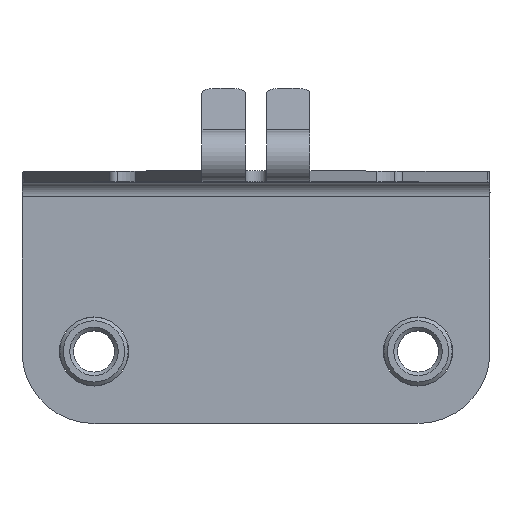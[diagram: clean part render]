
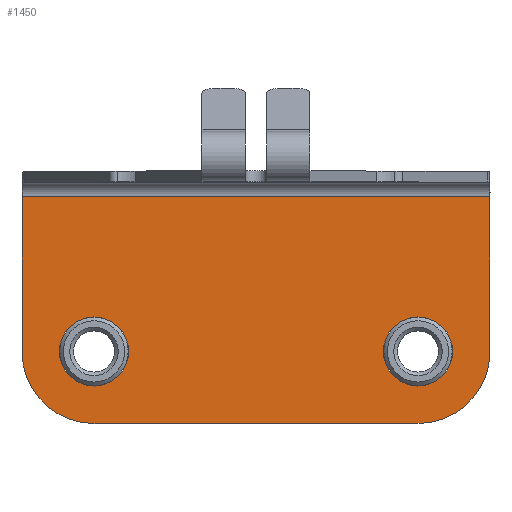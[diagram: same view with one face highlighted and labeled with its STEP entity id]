
A CAD part, top view. The second image highlights one B-rep face of the part: STEP entity #1450.
In plain terms, the highlighted planar face has unit normal (0, 0, 1).
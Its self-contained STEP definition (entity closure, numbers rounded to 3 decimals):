
#85=LINE('',#2708,#203);
#88=LINE('',#2714,#206);
#91=LINE('',#2735,#209);
#94=LINE('',#2743,#212);
#203=VECTOR('',#1866,130.);
#206=VECTOR('',#1871,43.);
#209=VECTOR('',#1894,43.);
#212=VECTOR('',#1903,90.);
#330=PLANE('',#1591);
#399=FACE_BOUND('',#555,.T.);
#400=FACE_BOUND('',#556,.T.);
#450=FACE_OUTER_BOUND('',#554,.T.);
#554=EDGE_LOOP('',(#1209,#1210,#1211,#1212,#1213,#1214));
#555=EDGE_LOOP('',(#1215));
#556=EDGE_LOOP('',(#1216));
#643=CIRCLE('',#1582,9.6);
#644=CIRCLE('',#1584,9.6);
#645=CIRCLE('',#1587,20.);
#646=CIRCLE('',#1590,20.);
#741=VERTEX_POINT('',#2596);
#744=VERTEX_POINT('',#2702);
#746=VERTEX_POINT('',#2712);
#752=VERTEX_POINT('',#2728);
#753=VERTEX_POINT('',#2731);
#754=VERTEX_POINT('',#2734);
#755=VERTEX_POINT('',#2738);
#756=VERTEX_POINT('',#2742);
#903=EDGE_CURVE('',#741,#744,#85,.T.);
#906=EDGE_CURVE('',#746,#744,#88,.T.);
#913=EDGE_CURVE('',#752,#752,#643,.T.);
#914=EDGE_CURVE('',#753,#753,#644,.T.);
#915=EDGE_CURVE('',#741,#754,#91,.T.);
#917=EDGE_CURVE('',#754,#755,#645,.T.);
#919=EDGE_CURVE('',#755,#756,#94,.T.);
#921=EDGE_CURVE('',#756,#746,#646,.T.);
#1209=ORIENTED_EDGE('',*,*,#903,.T.);
#1210=ORIENTED_EDGE('',*,*,#906,.F.);
#1211=ORIENTED_EDGE('',*,*,#921,.F.);
#1212=ORIENTED_EDGE('',*,*,#919,.F.);
#1213=ORIENTED_EDGE('',*,*,#917,.F.);
#1214=ORIENTED_EDGE('',*,*,#915,.F.);
#1215=ORIENTED_EDGE('',*,*,#913,.T.);
#1216=ORIENTED_EDGE('',*,*,#914,.T.);
#1450=ADVANCED_FACE('',(#450,#399,#400),#330,.T.);
#1582=AXIS2_PLACEMENT_3D('',#2729,#1886,#1887);
#1584=AXIS2_PLACEMENT_3D('',#2732,#1890,#1891);
#1587=AXIS2_PLACEMENT_3D('',#2739,#1898,#1899);
#1590=AXIS2_PLACEMENT_3D('',#2746,#1907,#1908);
#1591=AXIS2_PLACEMENT_3D('',#2747,#1909,#1910);
#1866=DIRECTION('',(-1.,0.,0.));
#1871=DIRECTION('',(0.,1.,0.));
#1886=DIRECTION('center_axis',(0.,0.,-1.));
#1887=DIRECTION('ref_axis',(-1.,0.,0.));
#1890=DIRECTION('center_axis',(0.,0.,-1.));
#1891=DIRECTION('ref_axis',(-1.,0.,0.));
#1894=DIRECTION('',(0.,-1.,0.));
#1898=DIRECTION('center_axis',(0.,0.,-1.));
#1899=DIRECTION('ref_axis',(0.,-1.,0.));
#1903=DIRECTION('',(-1.,0.,0.));
#1907=DIRECTION('center_axis',(0.,0.,-1.));
#1908=DIRECTION('ref_axis',(-1.,0.,0.));
#1909=DIRECTION('center_axis',(0.,0.,1.));
#1910=DIRECTION('ref_axis',(1.,0.,0.));
#2596=CARTESIAN_POINT('',(65.,63.,3.));
#2702=CARTESIAN_POINT('',(-65.,63.,3.));
#2708=CARTESIAN_POINT('',(-32.5,63.,3.));
#2712=CARTESIAN_POINT('',(-65.,20.,3.));
#2714=CARTESIAN_POINT('',(-65.,70.,3.));
#2728=CARTESIAN_POINT('',(54.6,20.,3.));
#2729=CARTESIAN_POINT('Origin',(45.,20.,3.));
#2731=CARTESIAN_POINT('',(-35.4,20.,3.));
#2732=CARTESIAN_POINT('Origin',(-45.,20.,3.));
#2734=CARTESIAN_POINT('',(65.,20.,3.));
#2735=CARTESIAN_POINT('',(65.,20.,3.));
#2738=CARTESIAN_POINT('',(45.,0.,3.));
#2739=CARTESIAN_POINT('Origin',(45.,20.,3.));
#2742=CARTESIAN_POINT('',(-45.,0.,3.));
#2743=CARTESIAN_POINT('',(-45.,0.,3.));
#2746=CARTESIAN_POINT('Origin',(-45.,20.,3.));
#2747=CARTESIAN_POINT('Origin',(0.,120.31,
3.));
